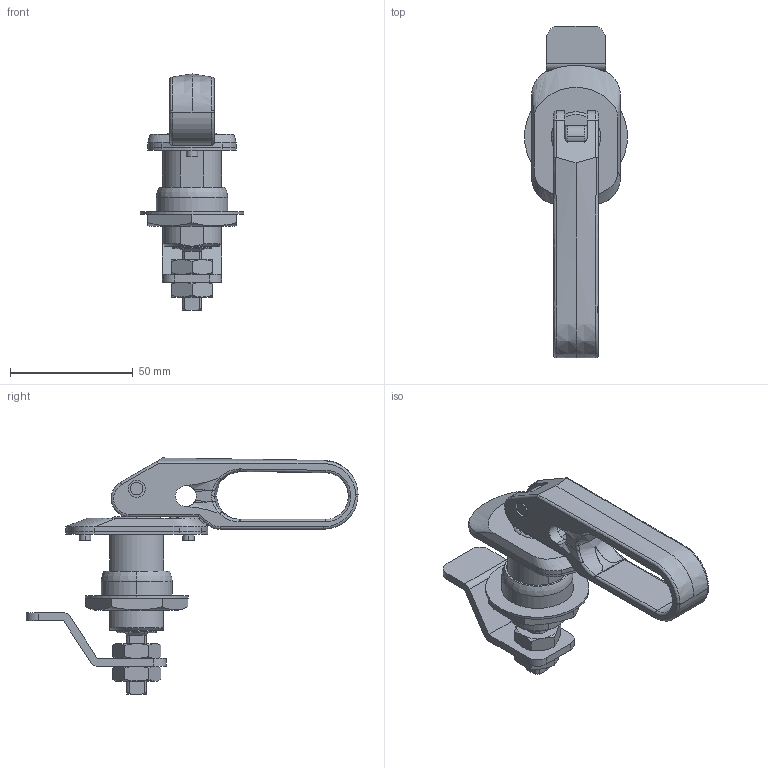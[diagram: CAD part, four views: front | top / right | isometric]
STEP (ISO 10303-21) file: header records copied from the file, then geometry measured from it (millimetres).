
FILE_DESCRIPTION (( 'STEP AP203' ), '1' );
FILE_NAME ('AP-201-E.STEP', '2019-12-25T09:34:36', ( '' ), ( '' ), 'SwSTEP 2.0', 'SolidWorks 2014', '' );
FILE_SCHEMA (( 'CONFIG_CONTROL_DESIGN' ));
Length unit declared in the file: millimetre
Products named in the file (11): AP-201-E_M24儚僢僔儍乕; AP-201-E_ハンドル; AP-201-E_止め金; AP-201-E_ベース; 六角ナットM10（3種）; AP-201-E_チューブナット; AP-201-E; AP-201-E僴儞僪儖幉_SLDPRT; AP-201-E_カム; AP-201-E_パッキン; AP-201-E_軸
Assembly tree (11 placements, depth 2):
  AP-201-E
    AP-201-E_ベース
    AP-201-E_ハンドル
    AP-201-E_軸
    AP-201-E僴儞僪儖幉_SLDPRT
    AP-201-E_カム
    AP-201-E_M24儚僢僔儍乕
    AP-201-E_パッキン
    AP-201-E_チューブナット
    AP-201-E_止め金
    六角ナットM10（3種）  x2
Bounding box: 42 x 135 x 96 mm (x, y, z)
Volume: 60973.8 mm3; surface area: 39230 mm2
Topology: 11 solids, 11 shells, 422 faces, 1028 edges, 629 vertices
Faces by surface type: cylinder 154, plane 130, bspline 48, cone 43, torus 37, sphere 10
Entity records: 16099 total; most frequent: CARTESIAN_POINT 5772, ORIENTED_EDGE 1944, DIRECTION 1894, EDGE_CURVE 972, AXIS2_PLACEMENT_3D 761, VERTEX_POINT 601, EDGE_LOOP 439, FACE_OUTER_BOUND 400
